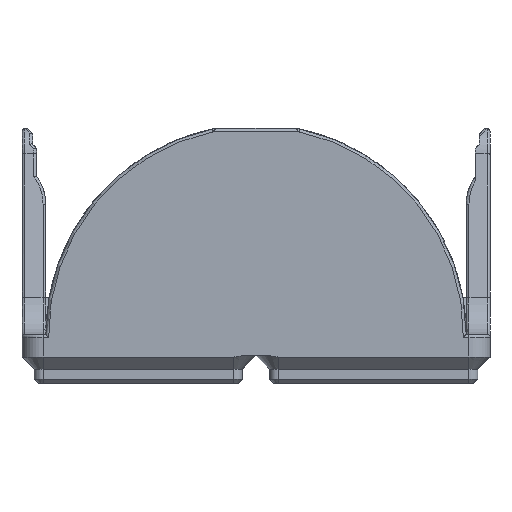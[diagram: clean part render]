
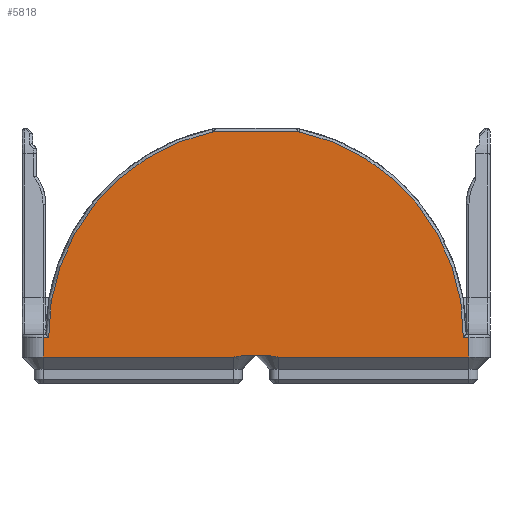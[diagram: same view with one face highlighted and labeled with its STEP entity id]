
A CAD part, front view. The second image highlights one B-rep face of the part: STEP entity #5818.
In plain terms, the highlighted planar face has unit normal (0, -1, 0).
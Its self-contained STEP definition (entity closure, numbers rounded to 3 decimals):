
#91=(
BOUNDED_CURVE()
B_SPLINE_CURVE(2,(#17062,#17063,#17064),.UNSPECIFIED.,.F.,.F.)
B_SPLINE_CURVE_WITH_KNOTS((3,3),(0.,0.142),.UNSPECIFIED.)
CURVE()
GEOMETRIC_REPRESENTATION_ITEM()
RATIONAL_B_SPLINE_CURVE((1.,1.017,1.))
REPRESENTATION_ITEM('')
);
#92=(
BOUNDED_CURVE()
B_SPLINE_CURVE(2,(#17068,#17069,#17070),.UNSPECIFIED.,.F.,.F.)
B_SPLINE_CURVE_WITH_KNOTS((3,3),(0.142,0.284),
 .UNSPECIFIED.)
CURVE()
GEOMETRIC_REPRESENTATION_ITEM()
RATIONAL_B_SPLINE_CURVE((1.,1.017,1.))
REPRESENTATION_ITEM('')
);
#168=PLANE('',#6399);
#467=LINE('',#15950,#810);
#472=LINE('',#16992,#815);
#474=LINE('',#17058,#817);
#475=LINE('',#17060,#818);
#476=LINE('',#17066,#819);
#477=LINE('',#17072,#820);
#478=LINE('',#17074,#821);
#479=LINE('',#17076,#822);
#810=VECTOR('',#7522,10.);
#815=VECTOR('',#7587,10.);
#817=VECTOR('',#7591,10.);
#818=VECTOR('',#7592,10.);
#819=VECTOR('',#7593,10.);
#820=VECTOR('',#7594,10.);
#821=VECTOR('',#7595,10.);
#822=VECTOR('',#7596,10.);
#1309=FACE_OUTER_BOUND('',#1691,.T.);
#1691=EDGE_LOOP('',(#4680,#4681,#4682,#4683,#4684,#4685,#4686,#4687,#4688,
#4689,#4690,#4691));
#2099=CIRCLE('',#6374,37.);
#2112=CIRCLE('',#6400,37.);
#2724=VERTEX_POINT('',#15947);
#2725=VERTEX_POINT('',#15949);
#2731=VERTEX_POINT('',#16106);
#2742=VERTEX_POINT('',#16991);
#2744=VERTEX_POINT('',#17057);
#2745=VERTEX_POINT('',#17059);
#2746=VERTEX_POINT('',#17061);
#2747=VERTEX_POINT('',#17065);
#2748=VERTEX_POINT('',#17067);
#2749=VERTEX_POINT('',#17071);
#2750=VERTEX_POINT('',#17073);
#2751=VERTEX_POINT('',#17075);
#3413=EDGE_CURVE('',#2724,#2725,#467,.T.);
#3422=EDGE_CURVE('',#2725,#2731,#2099,.T.);
#3448=EDGE_CURVE('',#2731,#2742,#472,.T.);
#3451=EDGE_CURVE('',#2744,#2724,#474,.T.);
#3452=EDGE_CURVE('',#2745,#2744,#475,.T.);
#3453=EDGE_CURVE('',#2746,#2745,#91,.T.);
#3454=EDGE_CURVE('',#2747,#2746,#476,.T.);
#3455=EDGE_CURVE('',#2748,#2747,#92,.T.);
#3456=EDGE_CURVE('',#2749,#2748,#477,.T.);
#3457=EDGE_CURVE('',#2749,#2750,#478,.T.);
#3458=EDGE_CURVE('',#2751,#2750,#479,.T.);
#3459=EDGE_CURVE('',#2742,#2751,#2112,.T.);
#4680=ORIENTED_EDGE('',*,*,#3422,.F.);
#4681=ORIENTED_EDGE('',*,*,#3413,.F.);
#4682=ORIENTED_EDGE('',*,*,#3451,.F.);
#4683=ORIENTED_EDGE('',*,*,#3452,.F.);
#4684=ORIENTED_EDGE('',*,*,#3453,.F.);
#4685=ORIENTED_EDGE('',*,*,#3454,.F.);
#4686=ORIENTED_EDGE('',*,*,#3455,.F.);
#4687=ORIENTED_EDGE('',*,*,#3456,.F.);
#4688=ORIENTED_EDGE('',*,*,#3457,.T.);
#4689=ORIENTED_EDGE('',*,*,#3458,.F.);
#4690=ORIENTED_EDGE('',*,*,#3459,.F.);
#4691=ORIENTED_EDGE('',*,*,#3448,.F.);
#5818=ADVANCED_FACE('',(#1309),#168,.F.);
#6374=AXIS2_PLACEMENT_3D('',#16147,#7533,#7534);
#6399=AXIS2_PLACEMENT_3D('',#17056,#7589,#7590);
#6400=AXIS2_PLACEMENT_3D('',#17077,#7597,#7598);
#7522=DIRECTION('',(1.,0.,0.));
#7533=DIRECTION('center_axis',(0.,1.,0.));
#7534=DIRECTION('ref_axis',(-0.794,0.,0.608));
#7587=DIRECTION('',(1.,0.,0.));
#7589=DIRECTION('center_axis',(0.,1.,0.));
#7590=DIRECTION('ref_axis',(-1.,0.,0.));
#7591=DIRECTION('',(0.,0.,1.));
#7592=DIRECTION('',(-1.,0.,0.));
#7593=DIRECTION('',(-1.,0.,0.));
#7594=DIRECTION('',(-1.,0.,0.));
#7595=DIRECTION('',(0.,0.,1.));
#7596=DIRECTION('',(1.,0.,0.));
#7597=DIRECTION('center_axis',(0.,1.,0.));
#7598=DIRECTION('ref_axis',(0.794,0.,0.608));
#15947=CARTESIAN_POINT('',(4.,0.25,8.25));
#15949=CARTESIAN_POINT('',(5.003,0.25,8.25));
#15950=CARTESIAN_POINT('',(40.,0.25,8.25));
#16106=CARTESIAN_POINT('',(34.338,0.25,44.948));
#16147=CARTESIAN_POINT('Origin',(42.,0.25,8.75));
#16991=CARTESIAN_POINT('',(49.662,0.25,44.948));
#16992=CARTESIAN_POINT('',(42.,0.25,44.948));
#17056=CARTESIAN_POINT('Origin',(80.,0.25,5.));
#17057=CARTESIAN_POINT('',(4.,0.25,4.75));
#17058=CARTESIAN_POINT('',(4.,0.25,5.));
#17059=CARTESIAN_POINT('',(38.,0.25,4.75));
#17060=CARTESIAN_POINT('',(59.,0.25,4.75));
#17061=CARTESIAN_POINT('',(39.392,0.25,5.));
#17062=CARTESIAN_POINT('Ctrl Pts',(39.392,0.25,5.));
#17063=CARTESIAN_POINT('Ctrl Pts',(38.674,0.25,4.75));
#17064=CARTESIAN_POINT('Ctrl Pts',(38.,0.25,4.75));
#17065=CARTESIAN_POINT('',(44.608,0.25,5.));
#17066=CARTESIAN_POINT('',(61.,0.25,5.));
#17067=CARTESIAN_POINT('',(46.,0.25,4.75));
#17068=CARTESIAN_POINT('Ctrl Pts',(46.,0.25,4.75));
#17069=CARTESIAN_POINT('Ctrl Pts',(45.326,0.25,4.75));
#17070=CARTESIAN_POINT('Ctrl Pts',(44.608,0.25,5.));
#17071=CARTESIAN_POINT('',(80.,0.25,4.75));
#17072=CARTESIAN_POINT('',(80.,0.25,4.75));
#17073=CARTESIAN_POINT('',(80.,0.25,8.25));
#17074=CARTESIAN_POINT('',(80.,0.25,5.));
#17075=CARTESIAN_POINT('',(78.997,0.25,8.25));
#17076=CARTESIAN_POINT('',(82.,0.25,8.25));
#17077=CARTESIAN_POINT('Origin',(42.,0.25,8.75));
